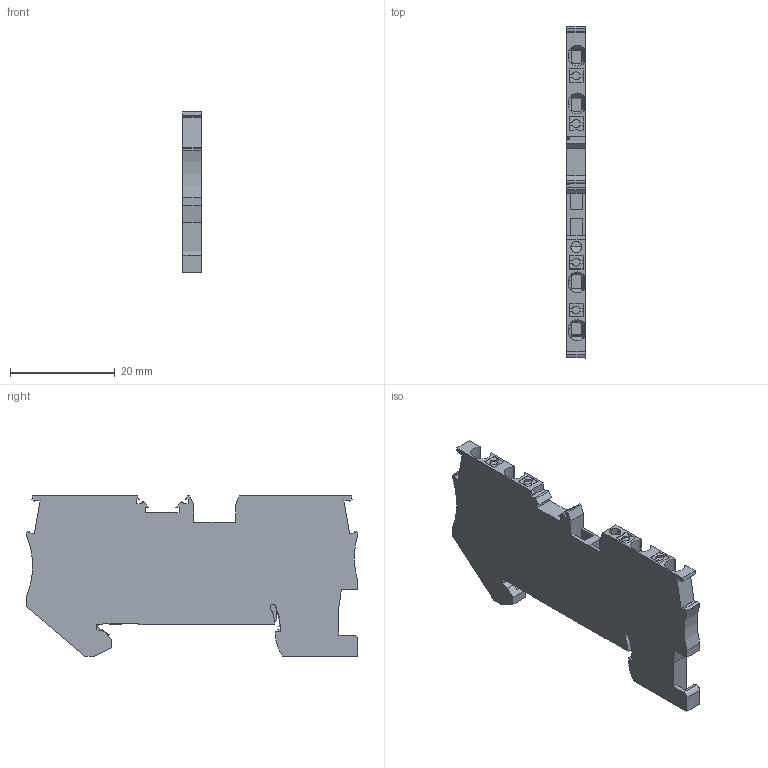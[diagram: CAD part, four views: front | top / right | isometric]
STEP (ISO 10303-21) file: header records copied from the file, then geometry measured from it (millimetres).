
FILE_DESCRIPTION(/* description */ ('Alibre Inc.'),/* implementation_level */ '2;1');
FILE_NAME(/* name */ 'export-406D4E40-81F3-4EAE-A3DE-DEAA53E10EEE',/* time_stamp */ '2019-10-09T17:23:05+02:00',/* author */ (''),/* organization */ (''),/* preprocessor_version */ 'ST-DEVELOPER v17',/* originating_system */ 'Alibre',/* authorisation */ '');
FILE_SCHEMA (('AUTOMOTIVE_DESIGN'));
Length unit declared in the file: millimetre
Bounding box: 3.5 x 63.2 x 30.5 mm (x, y, z)
Volume: 4822 mm3; surface area: 4555.9 mm2
Topology: 1 solids, 1 shells, 292 faces, 840 edges, 555 vertices
Faces by surface type: plane 242, cylinder 46, cone 4
Entity records: 10631 total; most frequent: CARTESIAN_POINT 2969, ORIENTED_EDGE 1680, DIRECTION 1204, EDGE_CURVE 840, VECTOR 677, LINE 677, VERTEX_POINT 555, AXIS2_PLACEMENT_3D 376
